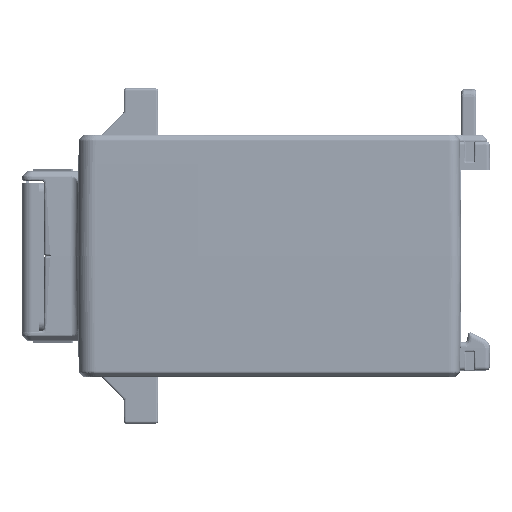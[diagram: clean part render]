
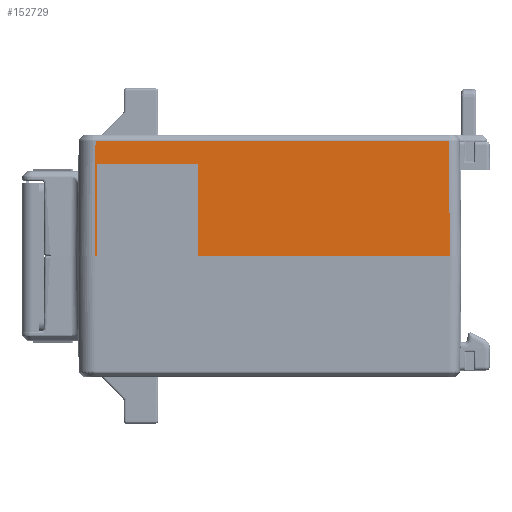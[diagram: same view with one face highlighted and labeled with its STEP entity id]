
A CAD part, left-side view. The second image highlights one B-rep face of the part: STEP entity #152729.
In plain terms, the highlighted planar face has unit normal (-1, 0, 0.009).
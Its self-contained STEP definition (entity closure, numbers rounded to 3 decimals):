
#28798 = EDGE_LOOP ( 'NONE', ( #183606, #183243, #183538, #183310, #183372, #183351 ) ) ;
#47722 = LINE ( 'NONE', #86418, #47883 ) ;
#47883 = VECTOR ( 'NONE', #86412, 1000. ) ;
#66231 = CARTESIAN_POINT ( 'NONE',  ( -37.791, 35.791, 23.894 ) ) ;
#66420 = CARTESIAN_POINT ( 'NONE',  ( -37.791, 35.792, 23.894 ) ) ;
#67754 = CARTESIAN_POINT ( 'NONE',  ( -37.791, 35.79, 23.894 ) ) ;
#67756 = CARTESIAN_POINT ( 'NONE',  ( -37.791, 35.79, 23.894 ) ) ;
#83105 = EDGE_CURVE ( 'NONE', #164497, #164501, #299473, .T. ) ;
#83300 = EDGE_CURVE ( 'NONE', #164497, #125573, #296516, .T. ) ;
#83325 = EDGE_CURVE ( 'NONE', #164501, #125478, #296476, .T. ) ;
#85189 = CARTESIAN_POINT ( 'NONE',  ( -37.791, -37.331, 23.894 ) ) ;
#85340 = CARTESIAN_POINT ( 'NONE',  ( -37.791, -37.33, 23.894 ) ) ;
#85344 = CARTESIAN_POINT ( 'NONE',  ( -37.791, -37.329, 23.894 ) ) ;
#85435 = CARTESIAN_POINT ( 'NONE',  ( -37.791, -37.33, 23.894 ) ) ;
#86412 = DIRECTION ( 'NONE',  ( 0., 1., 0. ) ) ;
#86418 = CARTESIAN_POINT ( 'NONE',  ( -37.791, 46.5, 23.894 ) ) ;
#121431 = EDGE_CURVE ( 'NONE', #125577, #125478, #406127, .T. ) ;
#121478 = EDGE_CURVE ( 'NONE', #125573, #125482, #406157, .T. ) ;
#121558 = EDGE_CURVE ( 'NONE', #125482, #125577, #47722, .T. ) ;
#125478 = VERTEX_POINT ( 'NONE', #160671 ) ;
#125482 = VERTEX_POINT ( 'NONE', #160673 ) ;
#125573 = VERTEX_POINT ( 'NONE', #160700 ) ;
#125577 = VERTEX_POINT ( 'NONE', #160755 ) ;
#152729 = ADVANCED_FACE ( 'NONE', ( #363166 ), #372080, .T. ) ;
#160671 = CARTESIAN_POINT ( 'NONE',  ( -37.791, 35.792, 23.894 ) ) ;
#160673 = CARTESIAN_POINT ( 'NONE',  ( -37.791, -37.329, 23.894 ) ) ;
#160700 = CARTESIAN_POINT ( 'NONE',  ( -37.791, -37.331, 23.894 ) ) ;
#160755 = CARTESIAN_POINT ( 'NONE',  ( -37.791, 35.79, 23.894 ) ) ;
#164497 = VERTEX_POINT ( 'NONE', #306254 ) ;
#164501 = VERTEX_POINT ( 'NONE', #306280 ) ;
#183243 = ORIENTED_EDGE ( 'NONE', *, *, #121558, .T. ) ;
#183310 = ORIENTED_EDGE ( 'NONE', *, *, #83325, .F. ) ;
#183351 = ORIENTED_EDGE ( 'NONE', *, *, #83300, .T. ) ;
#183372 = ORIENTED_EDGE ( 'NONE', *, *, #83105, .F. ) ;
#183538 = ORIENTED_EDGE ( 'NONE', *, *, #121431, .T. ) ;
#183606 = ORIENTED_EDGE ( 'NONE', *, *, #121478, .T. ) ;
#216504 = AXIS2_PLACEMENT_3D ( 'NONE', #372108, #371950, #372030 ) ;
#296446 = VECTOR ( 'NONE', #368632, 1000. ) ;
#296461 = VECTOR ( 'NONE', #368687, 1000. ) ;
#296476 = LINE ( 'NONE', #368748, #296461 ) ;
#296516 = LINE ( 'NONE', #368682, #296446 ) ;
#299469 = VECTOR ( 'NONE', #366839, 1000. ) ;
#299473 = LINE ( 'NONE', #366927, #299469 ) ;
#306254 = CARTESIAN_POINT ( 'NONE',  ( -38., -37.54, 0. ) ) ;
#306280 = CARTESIAN_POINT ( 'NONE',  ( -38., 36., 0. ) ) ;
#363166 = FACE_OUTER_BOUND ( 'NONE', #28798, .T. ) ;
#366839 = DIRECTION ( 'NONE',  ( 0., 1., 0. ) ) ;
#366927 = CARTESIAN_POINT ( 'NONE',  ( -38., 46.5, 0. ) ) ;
#368632 = DIRECTION ( 'NONE',  ( 0.009, 0.009, 1. ) ) ;
#368682 = CARTESIAN_POINT ( 'NONE',  ( -38., -37.54, 0. ) ) ;
#368687 = DIRECTION ( 'NONE',  ( 0.009, -0.009, 1. ) ) ;
#368748 = CARTESIAN_POINT ( 'NONE',  ( -37.995, 35.995, 0.585 ) ) ;
#371950 = DIRECTION ( 'NONE',  ( -1., 0., 0.009 ) ) ;
#372030 = DIRECTION ( 'NONE',  ( 0.009, 0., 1. ) ) ;
#372080 = PLANE ( 'NONE',  #216504 ) ;
#372108 = CARTESIAN_POINT ( 'NONE',  ( -38., 46.5, 0. ) ) ;
#406127 = B_SPLINE_CURVE_WITH_KNOTS ( 'NONE', 3,
 ( #67754, #67756, #66231, #66420 ),
 .UNSPECIFIED., .F., .F.,
 ( 4, 4 ),
 ( 0., 1. ),
 .UNSPECIFIED. ) ;
#406157 = B_SPLINE_CURVE_WITH_KNOTS ( 'NONE', 3,
 ( #85189, #85435, #85340, #85344 ),
 .UNSPECIFIED., .F., .F.,
 ( 4, 4 ),
 ( 0., 1. ),
 .UNSPECIFIED. ) ;
